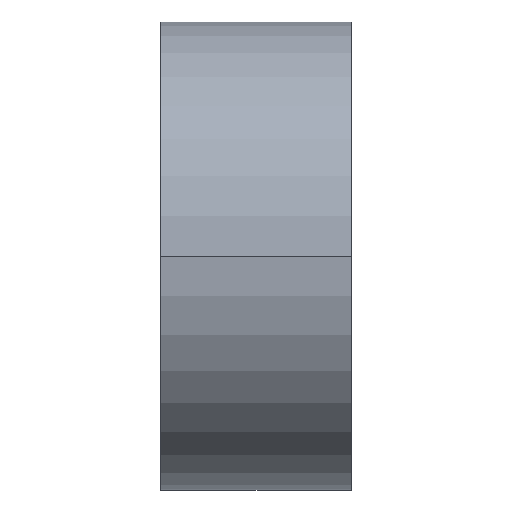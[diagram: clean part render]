
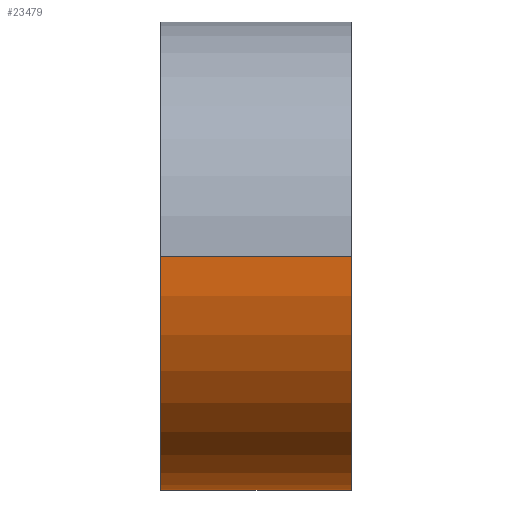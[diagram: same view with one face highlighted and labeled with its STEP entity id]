
A CAD part, left-side view. The second image highlights one B-rep face of the part: STEP entity #23479.
In plain terms, the highlighted free-form (B-spline) face has degree [1, 3] with [2, 18] control points.
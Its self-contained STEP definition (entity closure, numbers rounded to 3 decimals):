
#1083=B_SPLINE_CURVE_WITH_KNOTS('',3,(#70631,#70632,#70633,#70634,#70635,
#70636,#70637,#70638,#70639,#70640,#70641,#70642,#70643,#70644,#70645,#70646,
#70647,#70648),.UNSPECIFIED.,.F.,.F.,(4,2,2,2,2,2,2,2,4),(0.012,
0.013,0.014,0.014,0.015,
0.016,0.017,0.017,0.018),
 .UNSPECIFIED.);
#1084=B_SPLINE_CURVE_WITH_KNOTS('',3,(#70652,#70653,#70654,#70655,#70656,
#70657,#70658,#70659,#70660,#70661,#70662,#70663,#70664,#70665,#70666,#70667,
#70668,#70669),.UNSPECIFIED.,.F.,.F.,(4,2,2,2,2,2,2,2,4),(0.012,
0.013,0.014,0.014,0.015,
0.016,0.017,0.017,0.018),
 .UNSPECIFIED.);
#1771=B_SPLINE_SURFACE_WITH_KNOTS('',1,3,((#70595,#70596,#70597,#70598,
#70599,#70600,#70601,#70602,#70603,#70604,#70605,#70606,#70607,#70608,#70609,
#70610,#70611,#70612),(#70613,#70614,#70615,#70616,#70617,#70618,#70619,
#70620,#70621,#70622,#70623,#70624,#70625,#70626,#70627,#70628,#70629,#70630)),
 .SURF_OF_LINEAR_EXTRUSION.,.F.,.F.,.F.,(2,2),(4,2,2,2,2,2,2,2,4),(0.,1.),
(0.012,0.013,0.014,0.014,
0.015,0.016,0.017,0.017,
0.018),.UNSPECIFIED.);
#8819=ORIENTED_EDGE('',*,*,#13574,.T.);
#8820=ORIENTED_EDGE('',*,*,#13579,.F.);
#8821=ORIENTED_EDGE('',*,*,#13580,.F.);
#8822=ORIENTED_EDGE('',*,*,#13581,.T.);
#13574=EDGE_CURVE('',#16272,#16271,#17777,.F.);
#13579=EDGE_CURVE('',#16275,#16271,#1083,.T.);
#13580=EDGE_CURVE('',#16276,#16275,#17779,.F.);
#13581=EDGE_CURVE('',#16276,#16272,#1084,.T.);
#16271=VERTEX_POINT('',#70585);
#16272=VERTEX_POINT('',#70587);
#16275=VERTEX_POINT('',#70649);
#16276=VERTEX_POINT('',#70651);
#17777=LINE('',#70586,#19085);
#17779=LINE('',#70650,#19087);
#19085=VECTOR('',#29856,1000.);
#19087=VECTOR('',#29866,1000.);
#20353=EDGE_LOOP('',(#8819,#8820,#8821,#8822));
#21609=FACE_BOUND('',#20353,.T.);
#23479=ADVANCED_FACE('',(#21609),#1771,.F.);
#29856=DIRECTION('',(0.,1.,0.));
#29866=DIRECTION('',(0.,1.,0.));
#70585=CARTESIAN_POINT('',(0.,-25.,-61.241));
#70586=CARTESIAN_POINT('',(0.,25.,-61.241));
#70587=CARTESIAN_POINT('',(0.,25.,-61.241));
#70595=CARTESIAN_POINT('',(-61.641,25.,0.));
#70596=CARTESIAN_POINT('',(-61.641,25.,-4.015));
#70597=CARTESIAN_POINT('',(-61.242,25.,-8.029));
#70598=CARTESIAN_POINT('',(-59.664,25.,-15.9));
#70599=CARTESIAN_POINT('',(-58.484,25.,-19.758));
#70600=CARTESIAN_POINT('',(-55.391,25.,-27.169));
#70601=CARTESIAN_POINT('',(-53.476,25.,-30.722));
#70602=CARTESIAN_POINT('',(-48.988,25.,-37.387));
#70603=CARTESIAN_POINT('',(-46.413,25.,-40.499));
#70604=CARTESIAN_POINT('',(-40.704,25.,-46.164));
#70605=CARTESIAN_POINT('',(-37.57,25.,-48.717));
#70606=CARTESIAN_POINT('',(-30.861,25.,-53.164));
#70607=CARTESIAN_POINT('',(-27.287,25.,-55.06));
#70608=CARTESIAN_POINT('',(-19.837,25.,-58.121));
#70609=CARTESIAN_POINT('',(-15.961,25.,-59.288));
#70610=CARTESIAN_POINT('',(-8.056,25.,-60.848));
#70611=CARTESIAN_POINT('',(-4.028,25.,-61.241));
#70612=CARTESIAN_POINT('',(0.,25.,-61.241));
#70613=CARTESIAN_POINT('',(-61.641,-25.,0.));
#70614=CARTESIAN_POINT('',(-61.641,-25.,-4.015));
#70615=CARTESIAN_POINT('',(-61.242,-25.,-8.029));
#70616=CARTESIAN_POINT('',(-59.664,-25.,-15.9));
#70617=CARTESIAN_POINT('',(-58.484,-25.,-19.758));
#70618=CARTESIAN_POINT('',(-55.391,-25.,-27.169));
#70619=CARTESIAN_POINT('',(-53.476,-25.,-30.722));
#70620=CARTESIAN_POINT('',(-48.988,-25.,-37.387));
#70621=CARTESIAN_POINT('',(-46.413,-25.,-40.499));
#70622=CARTESIAN_POINT('',(-40.704,-25.,-46.164));
#70623=CARTESIAN_POINT('',(-37.57,-25.,-48.717));
#70624=CARTESIAN_POINT('',(-30.861,-25.,-53.164));
#70625=CARTESIAN_POINT('',(-27.287,-25.,-55.06));
#70626=CARTESIAN_POINT('',(-19.837,-25.,-58.121));
#70627=CARTESIAN_POINT('',(-15.961,-25.,-59.288));
#70628=CARTESIAN_POINT('',(-8.056,-25.,-60.848));
#70629=CARTESIAN_POINT('',(-4.028,-25.,-61.241));
#70630=CARTESIAN_POINT('',(0.,-25.,-61.241));
#70631=CARTESIAN_POINT('',(-61.641,-25.,0.));
#70632=CARTESIAN_POINT('',(-61.641,-25.,-4.015));
#70633=CARTESIAN_POINT('',(-61.242,-25.,-8.029));
#70634=CARTESIAN_POINT('',(-59.664,-25.,-15.9));
#70635=CARTESIAN_POINT('',(-58.484,-25.,-19.758));
#70636=CARTESIAN_POINT('',(-55.391,-25.,-27.169));
#70637=CARTESIAN_POINT('',(-53.476,-25.,-30.722));
#70638=CARTESIAN_POINT('',(-48.988,-25.,-37.387));
#70639=CARTESIAN_POINT('',(-46.413,-25.,-40.499));
#70640=CARTESIAN_POINT('',(-40.704,-25.,-46.164));
#70641=CARTESIAN_POINT('',(-37.57,-25.,-48.717));
#70642=CARTESIAN_POINT('',(-30.861,-25.,-53.164));
#70643=CARTESIAN_POINT('',(-27.287,-25.,-55.06));
#70644=CARTESIAN_POINT('',(-19.837,-25.,-58.121));
#70645=CARTESIAN_POINT('',(-15.961,-25.,-59.288));
#70646=CARTESIAN_POINT('',(-8.056,-25.,-60.848));
#70647=CARTESIAN_POINT('',(-4.028,-25.,-61.241));
#70648=CARTESIAN_POINT('',(0.,-25.,-61.241));
#70649=CARTESIAN_POINT('',(-61.641,-25.,0.));
#70650=CARTESIAN_POINT('',(-61.641,25.,0.));
#70651=CARTESIAN_POINT('',(-61.641,25.,0.));
#70652=CARTESIAN_POINT('',(-61.641,25.,0.));
#70653=CARTESIAN_POINT('',(-61.641,25.,-4.015));
#70654=CARTESIAN_POINT('',(-61.242,25.,-8.029));
#70655=CARTESIAN_POINT('',(-59.664,25.,-15.9));
#70656=CARTESIAN_POINT('',(-58.484,25.,-19.758));
#70657=CARTESIAN_POINT('',(-55.391,25.,-27.169));
#70658=CARTESIAN_POINT('',(-53.476,25.,-30.722));
#70659=CARTESIAN_POINT('',(-48.988,25.,-37.387));
#70660=CARTESIAN_POINT('',(-46.413,25.,-40.499));
#70661=CARTESIAN_POINT('',(-40.704,25.,-46.164));
#70662=CARTESIAN_POINT('',(-37.57,25.,-48.717));
#70663=CARTESIAN_POINT('',(-30.861,25.,-53.164));
#70664=CARTESIAN_POINT('',(-27.287,25.,-55.06));
#70665=CARTESIAN_POINT('',(-19.837,25.,-58.121));
#70666=CARTESIAN_POINT('',(-15.961,25.,-59.288));
#70667=CARTESIAN_POINT('',(-8.056,25.,-60.848));
#70668=CARTESIAN_POINT('',(-4.028,25.,-61.241));
#70669=CARTESIAN_POINT('',(0.,25.,-61.241));
